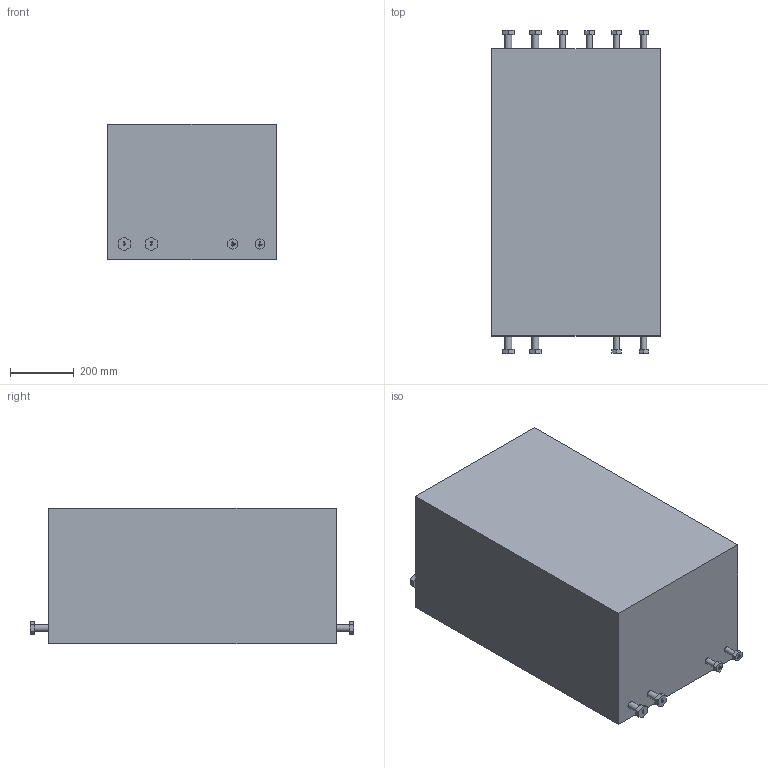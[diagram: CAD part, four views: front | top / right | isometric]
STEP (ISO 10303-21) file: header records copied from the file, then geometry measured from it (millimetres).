
FILE_DESCRIPTION(/* description */ (''),/* implementation_level */ '2;1');
FILE_NAME(/* name */ 'Superb Maxi 1127002057.stp',/* time_stamp */ '2020-10-26T13:06:36+01:00',/* author */ ('3113hani'),/* organization */ (''),/* preprocessor_version */ 'ST-DEVELOPER v17',/* originating_system */ 'Autodesk Inventor 2018',/* authorisation */ '');
FILE_SCHEMA (('CONFIG_CONTROL_DESIGN'));
Length unit declared in the file: millimetre
Products named in the file (1): Superb Maxi 1127002057
Bounding box: 528 x 1015 x 426 mm (x, y, z)
Volume: 202694390.1 mm3; surface area: 2221500 mm2
Topology: 1 solids, 1 shells, 721 faces, 1902 edges, 1268 vertices
Faces by surface type: plane 513, bspline 198, cylinder 10
Full cylindrical faces by diameter (mm): 18 x6, 22 x4
Entity records: 23043 total; most frequent: CARTESIAN_POINT 6466, ORIENTED_EDGE 3804, DIRECTION 2574, EDGE_CURVE 1902, LINE 1486, VECTOR 1486, VERTEX_POINT 1268, EDGE_LOOP 806
